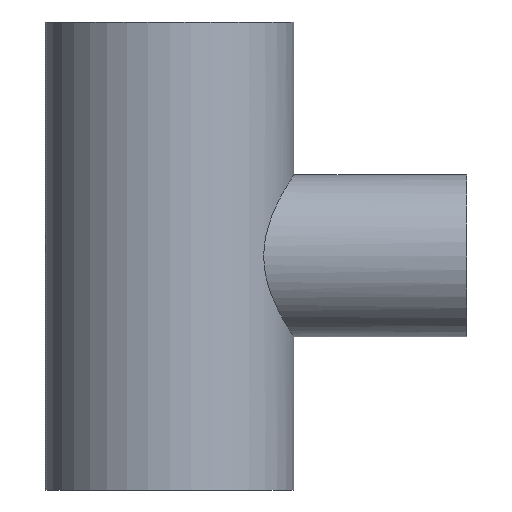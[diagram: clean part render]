
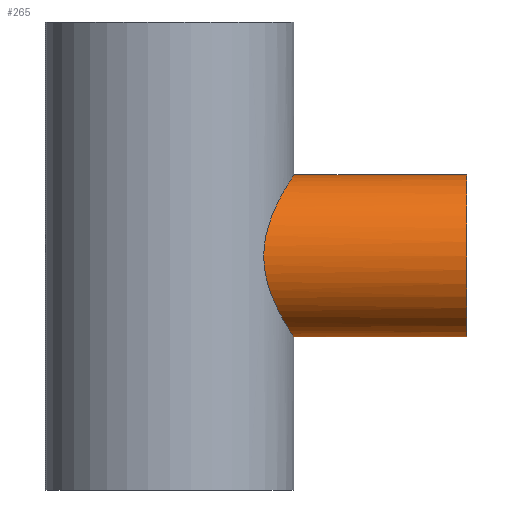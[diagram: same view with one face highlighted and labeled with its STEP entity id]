
A CAD part, front view. The second image highlights one B-rep face of the part: STEP entity #265.
In plain terms, the highlighted cylindrical face has radius 45 mm (diameter 90 mm), a partial arc.
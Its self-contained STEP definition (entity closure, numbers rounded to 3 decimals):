
#8 = CARTESIAN_POINT ( 'NONE',  ( 63.255, -27.686, 35.595 ) ) ;
#19 = ORIENTED_EDGE ( 'NONE', *, *, #647, .T. ) ;
#20 = CARTESIAN_POINT ( 'NONE',  ( 52.304, -45.003, -3.011 ) ) ;
#38 = CARTESIAN_POINT ( 'NONE',  ( 53.64, -43.403, -11.906 ) ) ;
#67 = LINE ( 'NONE', #170, #843 ) ;
#71 = VERTEX_POINT ( 'NONE', #855 ) ;
#90 = ORIENTED_EDGE ( 'NONE', *, *, #500, .T. ) ;
#93 = CARTESIAN_POINT ( 'NONE',  ( 69., -3.073, 45. ) ) ;
#100 = CARTESIAN_POINT ( 'NONE',  ( 56.031, -40.293, 20.246 ) ) ;
#115 = CIRCLE ( 'NONE', #196, 45. ) ;
#120 = CARTESIAN_POINT ( 'NONE',  ( 53.646, -43.398, 11.993 ) ) ;
#129 = CARTESIAN_POINT ( 'NONE',  ( 59.063, -35.689, -27.447 ) ) ;
#135 = CARTESIAN_POINT ( 'NONE',  ( 55.362, -41.184, -18.149 ) ) ;
#170 = CARTESIAN_POINT ( 'NONE',  ( 165., 0., -45. ) ) ;
#178 = CYLINDRICAL_SURFACE ( 'NONE', #367, 45. ) ;
#196 = AXIS2_PLACEMENT_3D ( 'NONE', #1188, #1265, #582 ) ;
#213 = CARTESIAN_POINT ( 'NONE',  ( 52.643, -44.606, 6.13 ) ) ;
#218 = CARTESIAN_POINT ( 'NONE',  ( 68.5, -8.322, -44.23 ) ) ;
#223 = CARTESIAN_POINT ( 'NONE',  ( 53.804, -43.2, -12.623 ) ) ;
#229 = CARTESIAN_POINT ( 'NONE',  ( 65.112, -22.874, -38.78 ) ) ;
#236 = CARTESIAN_POINT ( 'NONE',  ( 52.325, -44.979, 1.571 ) ) ;
#265 = ADVANCED_FACE ( 'NONE', ( #1281 ), #178, .T. ) ;
#271 = DIRECTION ( 'NONE',  ( -1., 0., 0. ) ) ;
#281 = EDGE_CURVE ( 'NONE', #71, #920, #115, .T. ) ;
#293 = CARTESIAN_POINT ( 'NONE',  ( 69., 0., 45. ) ) ;
#300 = CARTESIAN_POINT ( 'NONE',  ( 54.177, -42.731, 14.129 ) ) ;
#301 = VECTOR ( 'NONE', #271, 1000. ) ;
#319 = CARTESIAN_POINT ( 'NONE',  ( 60.121, -33.864, -29.644 ) ) ;
#327 = CARTESIAN_POINT ( 'NONE',  ( 68.01, -12.025, -43.469 ) ) ;
#331 = CARTESIAN_POINT ( 'NONE',  ( 54.329, -42.541, -14.747 ) ) ;
#338 = CARTESIAN_POINT ( 'NONE',  ( 59.856, -34.33, -29.102 ) ) ;
#345 = DIRECTION ( 'NONE',  ( -1., 0., 0. ) ) ;
#367 = AXIS2_PLACEMENT_3D ( 'NONE', #481, #1175, #462 ) ;
#373 = B_SPLINE_CURVE_WITH_KNOTS ( 'NONE', 3,
 ( #293, #93, #479, #504, #696, #491, #900, #1097, #998, #703, #710, #8, #1283, #1004, #905, #894, #804, #406, #1295, #395, #100, #401, #798, #1199, #300, #120, #530, #643, #213, #1120, #419, #236, #1236, #20, #731, #1226, #814, #38, #223, #331, #412, #135, #1115, #438, #1131, #1217, #523, #809, #129, #338, #319, #715, #1230, #832, #617, #624, #229, #719, #1211, #636, #1036, #538, #327, #218, #738, #1017, #518, #510, #917, #926 ),
 .UNSPECIFIED., .F., .F.,
 ( 4, 2, 2, 2, 2, 2, 2, 2, 2, 2, 2, 2, 2, 2, 2, 2, 2, 2, 2, 2, 2, 2, 2, 2, 2, 2, 2, 2, 2, 2, 2, 2, 2, 2, 4 ),
 ( 0., 0.009, 0.014, 0.018, 0.023, 0.027, 0.036, 0.041, 0.043, 0.045, 0.054, 0.057, 0.059, 0.064, 0.068, 0.07, 0.073, 0.082, 0.084, 0.086, 0.091, 0.093, 0.095, 0.1, 0.104, 0.107, 0.109, 0.118, 0.122, 0.125, 0.127, 0.136, 0.138, 0.141, 0.145 ),
 .UNSPECIFIED. ) ;
#395 = CARTESIAN_POINT ( 'NONE',  ( 57.003, -38.927, 22.757 ) ) ;
#401 = CARTESIAN_POINT ( 'NONE',  ( 54.965, -41.713, 16.898 ) ) ;
#406 = CARTESIAN_POINT ( 'NONE',  ( 58.545, -36.521, 26.301 ) ) ;
#412 = CARTESIAN_POINT ( 'NONE',  ( 54.722, -42.036, -16.128 ) ) ;
#419 = CARTESIAN_POINT ( 'NONE',  ( 52.393, -44.899, 3.104 ) ) ;
#438 = CARTESIAN_POINT ( 'NONE',  ( 56.043, -40.253, -20.13 ) ) ;
#462 = DIRECTION ( 'NONE',  ( 0., 0., 1. ) ) ;
#479 = CARTESIAN_POINT ( 'NONE',  ( 68.796, -6.079, 44.689 ) ) ;
#481 = CARTESIAN_POINT ( 'NONE',  ( 165., 0., 0. ) ) ;
#491 = CARTESIAN_POINT ( 'NONE',  ( 67.403, -14.832, 42.512 ) ) ;
#500 = EDGE_CURVE ( 'NONE', #71, #583, #868, .T. ) ;
#504 = CARTESIAN_POINT ( 'NONE',  ( 68.213, -10.495, 43.785 ) ) ;
#510 = CARTESIAN_POINT ( 'NONE',  ( 68.95, -3.029, -44.924 ) ) ;
#518 = CARTESIAN_POINT ( 'NONE',  ( 68.8, -5.303, -44.693 ) ) ;
#523 = CARTESIAN_POINT ( 'NONE',  ( 57.51, -38.138, -23.929 ) ) ;
#530 = CARTESIAN_POINT ( 'NONE',  ( 53.34, -43.772, 10.548 ) ) ;
#538 = CARTESIAN_POINT ( 'NONE',  ( 67.439, -14.867, -42.577 ) ) ;
#578 = ORIENTED_EDGE ( 'NONE', *, *, #281, .F. ) ;
#582 = DIRECTION ( 'NONE',  ( 0., 0., -1. ) ) ;
#583 = VERTEX_POINT ( 'NONE', #1206 ) ;
#617 = CARTESIAN_POINT ( 'NONE',  ( 63.258, -27.675, -35.6 ) ) ;
#624 = CARTESIAN_POINT ( 'NONE',  ( 64.664, -24.108, -38.024 ) ) ;
#636 = CARTESIAN_POINT ( 'NONE',  ( 66.347, -18.962, -40.817 ) ) ;
#643 = CARTESIAN_POINT ( 'NONE',  ( 52.839, -44.376, 7.617 ) ) ;
#647 = EDGE_CURVE ( 'NONE', #583, #865, #373, .T. ) ;
#670 = ORIENTED_EDGE ( 'NONE', *, *, #880, .F. ) ;
#696 = CARTESIAN_POINT ( 'NONE',  ( 67.973, -11.952, 43.41 ) ) ;
#703 = CARTESIAN_POINT ( 'NONE',  ( 65.13, -22.824, 38.81 ) ) ;
#710 = CARTESIAN_POINT ( 'NONE',  ( 64.679, -24.069, 38.05 ) ) ;
#715 = CARTESIAN_POINT ( 'NONE',  ( 60.652, -32.903, -30.707 ) ) ;
#719 = CARTESIAN_POINT ( 'NONE',  ( 65.746, -20.949, -39.833 ) ) ;
#731 = CARTESIAN_POINT ( 'NONE',  ( 52.571, -44.698, -6.014 ) ) ;
#738 = CARTESIAN_POINT ( 'NONE',  ( 68.587, -7.574, -44.365 ) ) ;
#798 = CARTESIAN_POINT ( 'NONE',  ( 54.759, -41.983, 16.218 ) ) ;
#804 = CARTESIAN_POINT ( 'NONE',  ( 59.07, -35.665, 27.45 ) ) ;
#809 = CARTESIAN_POINT ( 'NONE',  ( 58.538, -36.54, -26.303 ) ) ;
#814 = CARTESIAN_POINT ( 'NONE',  ( 53.336, -43.776, -10.452 ) ) ;
#832 = CARTESIAN_POINT ( 'NONE',  ( 62.24, -29.873, -33.777 ) ) ;
#843 = VECTOR ( 'NONE', #345, 1000. ) ;
#855 = CARTESIAN_POINT ( 'NONE',  ( 165., 0., 45. ) ) ;
#865 = VERTEX_POINT ( 'NONE', #1072 ) ;
#868 = LINE ( 'NONE', #1080, #301 ) ;
#880 = EDGE_CURVE ( 'NONE', #920, #865, #67, .T. ) ;
#894 = CARTESIAN_POINT ( 'NONE',  ( 59.336, -35.222, 28.017 ) ) ;
#900 = CARTESIAN_POINT ( 'NONE',  ( 67.079, -16.229, 41.998 ) ) ;
#905 = CARTESIAN_POINT ( 'NONE',  ( 60.132, -33.856, 29.679 ) ) ;
#917 = CARTESIAN_POINT ( 'NONE',  ( 69., -1.514, -45. ) ) ;
#920 = VERTEX_POINT ( 'NONE', #1078 ) ;
#926 = CARTESIAN_POINT ( 'NONE',  ( 69., 0., -45. ) ) ;
#994 = EDGE_LOOP ( 'NONE', ( #670, #578, #90, #19 ) ) ;
#998 = CARTESIAN_POINT ( 'NONE',  ( 65.972, -20.263, 40.206 ) ) ;
#1004 = CARTESIAN_POINT ( 'NONE',  ( 60.663, -32.899, 30.736 ) ) ;
#1017 = CARTESIAN_POINT ( 'NONE',  ( 68.737, -6.063, -44.596 ) ) ;
#1036 = CARTESIAN_POINT ( 'NONE',  ( 66.537, -18.283, -41.125 ) ) ;
#1072 = CARTESIAN_POINT ( 'NONE',  ( 69., 0., -45. ) ) ;
#1078 = CARTESIAN_POINT ( 'NONE',  ( 165., 0., -45. ) ) ;
#1080 = CARTESIAN_POINT ( 'NONE',  ( 165., 0., 45. ) ) ;
#1097 = CARTESIAN_POINT ( 'NONE',  ( 66.363, -18.944, 40.845 ) ) ;
#1115 = CARTESIAN_POINT ( 'NONE',  ( 55.584, -40.884, -18.815 ) ) ;
#1120 = CARTESIAN_POINT ( 'NONE',  ( 52.444, -44.84, 3.865 ) ) ;
#1131 = CARTESIAN_POINT ( 'NONE',  ( 56.281, -39.921, -20.782 ) ) ;
#1175 = DIRECTION ( 'NONE',  ( -1., 0., 0. ) ) ;
#1188 = CARTESIAN_POINT ( 'NONE',  ( 165., 0., 0. ) ) ;
#1199 = CARTESIAN_POINT ( 'NONE',  ( 54.366, -42.491, 14.834 ) ) ;
#1206 = CARTESIAN_POINT ( 'NONE',  ( 69., 0., 45. ) ) ;
#1211 = CARTESIAN_POINT ( 'NONE',  ( 65.951, -20.295, -40.17 ) ) ;
#1217 = CARTESIAN_POINT ( 'NONE',  ( 57.007, -38.883, -22.698 ) ) ;
#1226 = CARTESIAN_POINT ( 'NONE',  ( 53.196, -43.946, -9.713 ) ) ;
#1230 = CARTESIAN_POINT ( 'NONE',  ( 60.918, -32.408, -31.229 ) ) ;
#1236 = CARTESIAN_POINT ( 'NONE',  ( 52.307, -44.999, 0.803 ) ) ;
#1265 = DIRECTION ( 'NONE',  ( 1., 0., 0. ) ) ;
#1281 = FACE_OUTER_BOUND ( 'NONE', #994, .T. ) ;
#1283 = CARTESIAN_POINT ( 'NONE',  ( 62.234, -29.884, 33.765 ) ) ;
#1295 = CARTESIAN_POINT ( 'NONE',  ( 58.285, -36.934, 25.718 ) ) ;
